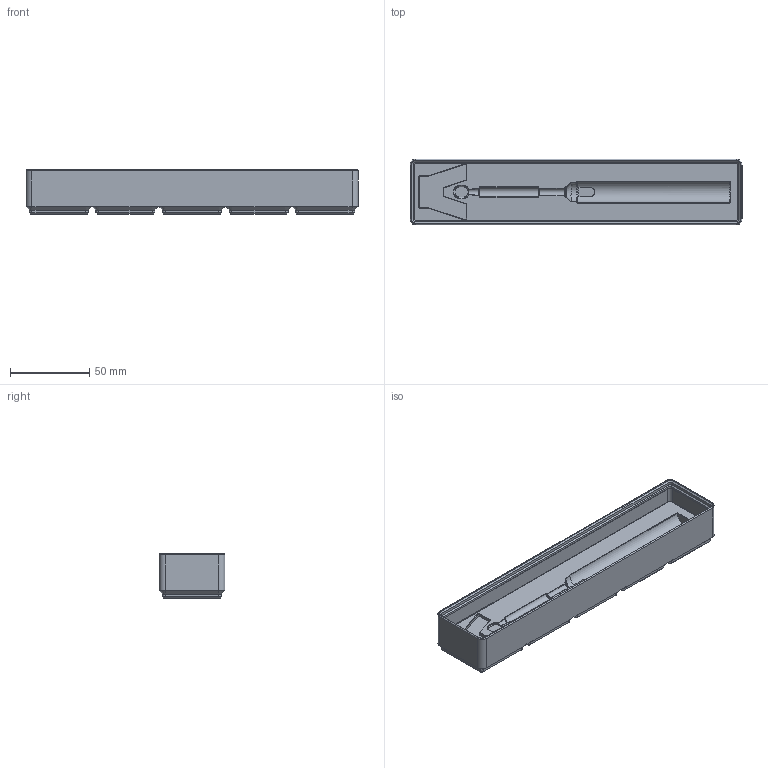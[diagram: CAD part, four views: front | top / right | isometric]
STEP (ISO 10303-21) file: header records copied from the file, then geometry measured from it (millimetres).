
FILE_DESCRIPTION(('FreeCAD Model'),'2;1');
FILE_NAME('Open CASCADE Shape Model','2023-05-07T16:37:25',(''),(''), 'Open CASCADE STEP processor 7.6','FreeCAD','Unknown');
FILE_SCHEMA(('AUTOMOTIVE_DESIGN { 1 0 10303 214 1 1 1 1 }'));
Length unit declared in the file: millimetre
Products named in the file (1): holder
Bounding box: 209.5 x 41.5 x 28 mm (x, y, z)
Volume: 95772.3 mm3; surface area: 41603 mm2
Topology: 1 solids, 1 shells, 430 faces, 920 edges, 529 vertices
Faces by surface type: plane 196, cone 91, cylinder 90, bspline 42, torus 11
Full cylindrical faces by diameter (mm): 3 x20, 6.5 x20
Entity records: 29303 total; most frequent: CARTESIAN_POINT 10919, DIRECTION 3039, ORIENTED_EDGE 1828, PCURVE 1828, DEFINITIONAL_REPRESENTATION 1828, LINE 1563, VECTOR 1563, EDGE_CURVE 914
